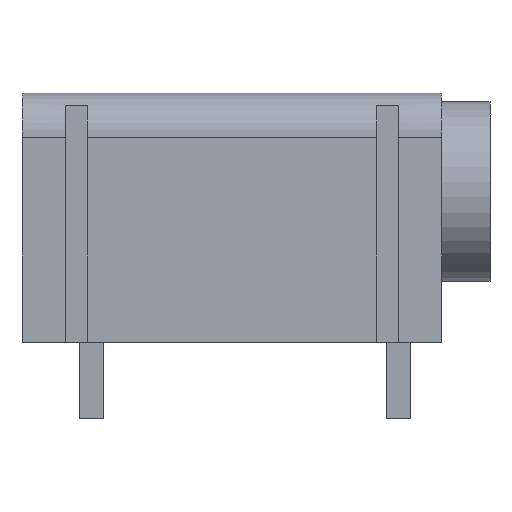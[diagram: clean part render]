
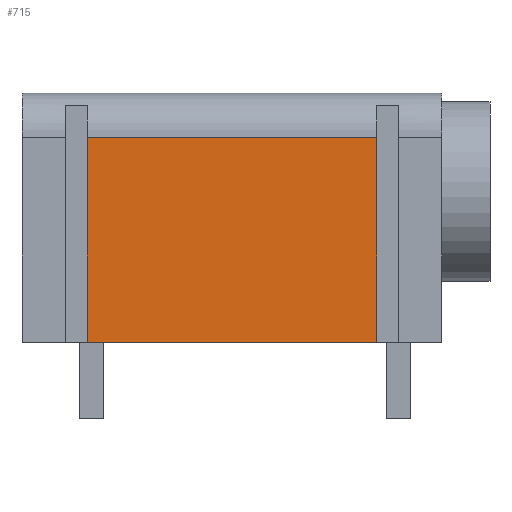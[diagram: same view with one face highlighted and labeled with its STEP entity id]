
A CAD part, front view. The second image highlights one B-rep face of the part: STEP entity #715.
In plain terms, the highlighted planar face has unit normal (0, -1, 0).
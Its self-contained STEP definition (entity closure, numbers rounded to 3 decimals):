
#252=CARTESIAN_POINT('',(14.2,-4.9,10.2));
#253=VERTEX_POINT('',#252);
#261=CARTESIAN_POINT('',(14.2,-4.9,0.0));
#262=VERTEX_POINT('',#261);
#263=CARTESIAN_POINT('',(14.2,-4.9,0.0));
#264=DIRECTION('',(0.0,0.0,1.0));
#265=VECTOR('',#264,10.2);
#266=LINE('',#263,#265);
#267=EDGE_CURVE('',#262,#253,#266,.T.);
#324=CARTESIAN_POINT('',(-0.2,-4.9,10.2));
#325=VERTEX_POINT('',#324);
#334=CARTESIAN_POINT('',(-0.2,-4.9,0.0));
#335=VERTEX_POINT('',#334);
#342=CARTESIAN_POINT('',(-0.2,-4.9,10.2));
#343=DIRECTION('',(0.0,0.0,-1.0));
#344=VECTOR('',#343,10.2);
#345=LINE('',#342,#344);
#346=EDGE_CURVE('',#325,#335,#345,.T.);
#434=CARTESIAN_POINT('',(-0.2,-4.9,10.2));
#435=DIRECTION('',(1.0,0.0,0.0));
#436=VECTOR('',#435,14.4);
#437=LINE('',#434,#436);
#438=EDGE_CURVE('',#325,#253,#437,.T.);
#499=CARTESIAN_POINT('',(-0.2,-4.9,0.0));
#500=DIRECTION('',(1.0,0.0,0.0));
#501=VECTOR('',#500,14.4);
#502=LINE('',#499,#501);
#503=EDGE_CURVE('',#335,#262,#502,.T.);
#704=CARTESIAN_POINT('',(7.,-4.9,6.2));
#705=DIRECTION('',(0.0,1.0,0.0));
#706=DIRECTION('',(-1.0,0.0,0.0));
#707=AXIS2_PLACEMENT_3D('',#704,#705,#706);
#708=PLANE('',#707);
#709=ORIENTED_EDGE('',*,*,#267,.T.);
#710=ORIENTED_EDGE('',*,*,#438,.F.);
#711=ORIENTED_EDGE('',*,*,#346,.T.);
#712=ORIENTED_EDGE('',*,*,#503,.T.);
#713=EDGE_LOOP('',(#709,#710,#711,#712));
#714=FACE_OUTER_BOUND('',#713,.T.);
#715=ADVANCED_FACE('',(#714),#708,.F.);
